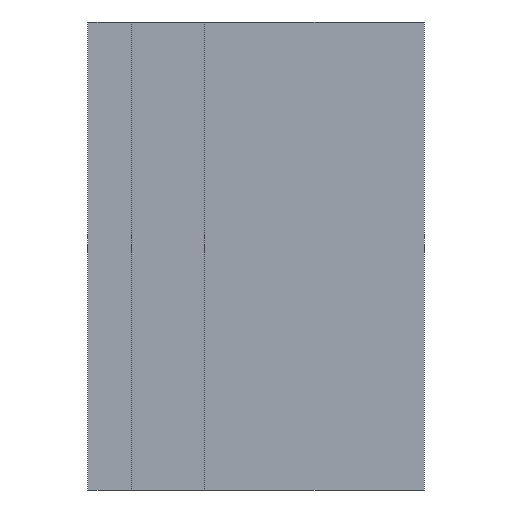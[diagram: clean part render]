
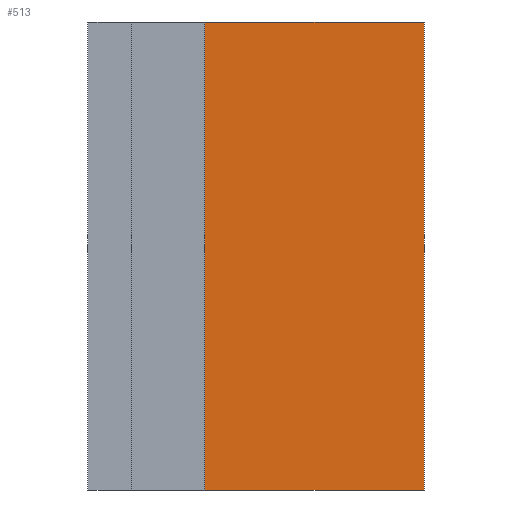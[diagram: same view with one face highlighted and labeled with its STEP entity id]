
A CAD part, front view. The second image highlights one B-rep face of the part: STEP entity #513.
In plain terms, the highlighted planar face has unit normal (0, -1, 0).
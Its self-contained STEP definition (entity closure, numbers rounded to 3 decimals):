
#134 = VERTEX_POINT('',#135);
#135 = CARTESIAN_POINT('',(2.5,-2.35,0.));
#215 = VERTEX_POINT('',#216);
#216 = CARTESIAN_POINT('',(2.5,-2.35,32.));
#328 = VERTEX_POINT('',#329);
#329 = CARTESIAN_POINT('',(17.5,-2.35,0.));
#335 = EDGE_CURVE('',#328,#134,#336,.T.);
#336 = LINE('',#337,#338);
#337 = CARTESIAN_POINT('',(17.5,-2.35,0.));
#338 = VECTOR('',#339,1.);
#339 = DIRECTION('',(-1.,0.,0.));
#351 = EDGE_CURVE('',#134,#215,#352,.T.);
#352 = LINE('',#353,#354);
#353 = CARTESIAN_POINT('',(2.5,-2.35,0.));
#354 = VECTOR('',#355,1.);
#355 = DIRECTION('',(0.,0.,1.));
#461 = EDGE_CURVE('',#462,#215,#464,.T.);
#462 = VERTEX_POINT('',#463);
#463 = CARTESIAN_POINT('',(17.5,-2.35,32.));
#464 = LINE('',#465,#466);
#465 = CARTESIAN_POINT('',(8.178,-2.35,32.));
#466 = VECTOR('',#467,1.);
#467 = DIRECTION('',(-1.,0.,0.));
#503 = EDGE_CURVE('',#328,#462,#504,.T.);
#504 = LINE('',#505,#506);
#505 = CARTESIAN_POINT('',(17.5,-2.35,0.));
#506 = VECTOR('',#507,1.);
#507 = DIRECTION('',(0.,0.,1.));
#513 = ADVANCED_FACE('',(#514),#520,.T.);
#514 = FACE_BOUND('',#515,.T.);
#515 = EDGE_LOOP('',(#516,#517,#518,#519));
#516 = ORIENTED_EDGE('',*,*,#335,.F.);
#517 = ORIENTED_EDGE('',*,*,#503,.T.);
#518 = ORIENTED_EDGE('',*,*,#461,.T.);
#519 = ORIENTED_EDGE('',*,*,#351,.F.);
#520 = PLANE('',#521);
#521 = AXIS2_PLACEMENT_3D('',#522,#523,#524);
#522 = CARTESIAN_POINT('',(17.5,-2.35,0.));
#523 = DIRECTION('',(0.,-1.,0.));
#524 = DIRECTION('',(-1.,0.,0.));
